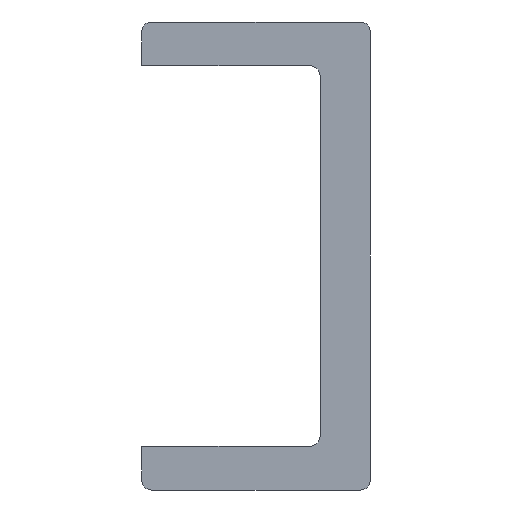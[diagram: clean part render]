
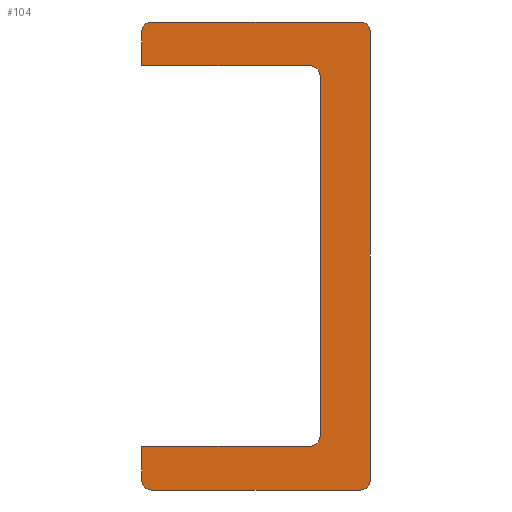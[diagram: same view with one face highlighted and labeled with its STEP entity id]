
A CAD part, front view. The second image highlights one B-rep face of the part: STEP entity #104.
In plain terms, the highlighted planar face has unit normal (0, -1, 0).
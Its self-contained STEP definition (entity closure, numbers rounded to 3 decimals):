
#104 = ADVANCED_FACE( '', ( #261 ), #262, .F. );
#261 = FACE_OUTER_BOUND( '', #456, .T. );
#262 = PLANE( '', #457 );
#456 = EDGE_LOOP( '', ( #697, #698, #699, #700, #701, #702, #703, #704, #705, #706, #707, #708, #709, #710 ) );
#457 = AXIS2_PLACEMENT_3D( '', #711, #712, #713 );
#697 = ORIENTED_EDGE( '', *, *, #973, .F. );
#698 = ORIENTED_EDGE( '', *, *, #985, .T. );
#699 = ORIENTED_EDGE( '', *, *, #959, .F. );
#700 = ORIENTED_EDGE( '', *, *, #986, .T. );
#701 = ORIENTED_EDGE( '', *, *, #987, .F. );
#702 = ORIENTED_EDGE( '', *, *, #946, .F. );
#703 = ORIENTED_EDGE( '', *, *, #988, .F. );
#704 = ORIENTED_EDGE( '', *, *, #930, .F. );
#705 = ORIENTED_EDGE( '', *, *, #989, .F. );
#706 = ORIENTED_EDGE( '', *, *, #990, .F. );
#707 = ORIENTED_EDGE( '', *, *, #991, .F. );
#708 = ORIENTED_EDGE( '', *, *, #939, .T. );
#709 = ORIENTED_EDGE( '', *, *, #992, .F. );
#710 = ORIENTED_EDGE( '', *, *, #982, .T. );
#711 = CARTESIAN_POINT( '', ( -10.5, 0., 21.5 ) );
#712 = DIRECTION( '', ( 0., 1., 0. ) );
#713 = DIRECTION( '', ( 0., 0., 1. ) );
#930 = EDGE_CURVE( '', #1074, #1075, #1076, .T. );
#939 = EDGE_CURVE( '', #1091, #1089, #1092, .F. );
#946 = EDGE_CURVE( '', #1101, #1102, #1103, .T. );
#959 = EDGE_CURVE( '', #1123, #1124, #1125, .T. );
#973 = EDGE_CURVE( '', #1149, #1151, #1152, .T. );
#982 = EDGE_CURVE( '', #1165, #1151, #1166, .F. );
#985 = EDGE_CURVE( '', #1149, #1124, #1169, .F. );
#986 = EDGE_CURVE( '', #1123, #1170, #1171, .F. );
#987 = EDGE_CURVE( '', #1102, #1170, #1172, .T. );
#988 = EDGE_CURVE( '', #1075, #1101, #1173, .T. );
#989 = EDGE_CURVE( '', #1174, #1074, #1175, .T. );
#990 = EDGE_CURVE( '', #1176, #1174, #1177, .T. );
#991 = EDGE_CURVE( '', #1091, #1176, #1178, .T. );
#992 = EDGE_CURVE( '', #1165, #1089, #1179, .T. );
#1074 = VERTEX_POINT( '', #1270 );
#1075 = VERTEX_POINT( '', #1271 );
#1076 = LINE( '', #1272, #1273 );
#1089 = VERTEX_POINT( '', #1289 );
#1091 = VERTEX_POINT( '', #1292 );
#1092 = CIRCLE( '', #1293, 0.9 );
#1101 = VERTEX_POINT( '', #1303 );
#1102 = VERTEX_POINT( '', #1304 );
#1103 = LINE( '', #1305, #1306 );
#1123 = VERTEX_POINT( '', #1329 );
#1124 = VERTEX_POINT( '', #1330 );
#1125 = LINE( '', #1331, #1332 );
#1149 = VERTEX_POINT( '', #1360 );
#1151 = VERTEX_POINT( '', #1363 );
#1152 = LINE( '', #1364, #1365 );
#1165 = VERTEX_POINT( '', #1379 );
#1166 = CIRCLE( '', #1380, 0.9 );
#1169 = CIRCLE( '', #1384, 0.9 );
#1170 = VERTEX_POINT( '', #1385 );
#1171 = CIRCLE( '', #1386, 0.9 );
#1172 = LINE( '', #1387, #1388 );
#1173 = CIRCLE( '', #1389, 1. );
#1174 = VERTEX_POINT( '', #1390 );
#1175 = CIRCLE( '', #1391, 1. );
#1176 = VERTEX_POINT( '', #1392 );
#1177 = LINE( '', #1393, #1394 );
#1178 = LINE( '', #1395, #1396 );
#1179 = LINE( '', #1397, #1398 );
#1270 = CARTESIAN_POINT( '', ( 5.9, 0., -16.5 ) );
#1271 = CARTESIAN_POINT( '', ( 5.9, 0., 16.5 ) );
#1272 = CARTESIAN_POINT( '', ( 5.9, 0., 16.5 ) );
#1273 = VECTOR( '', #1508, 1000. );
#1289 = CARTESIAN_POINT( '', ( -9.6, 0., -21.5 ) );
#1292 = CARTESIAN_POINT( '', ( -10.5, 0., -20.6 ) );
#1293 = AXIS2_PLACEMENT_3D( '', #1519, #1520, #1521 );
#1303 = CARTESIAN_POINT( '', ( 4.9, 0., 17.5 ) );
#1304 = CARTESIAN_POINT( '', ( -10.5, 0., 17.5 ) );
#1305 = CARTESIAN_POINT( '', ( 4.9, 0., 17.5 ) );
#1306 = VECTOR( '', #1529, 1000. );
#1329 = CARTESIAN_POINT( '', ( -9.6, 0., 21.5 ) );
#1330 = CARTESIAN_POINT( '', ( 9.6, 0., 21.5 ) );
#1331 = CARTESIAN_POINT( '', ( -10.5, 0., 21.5 ) );
#1332 = VECTOR( '', #1548, 1000. );
#1360 = CARTESIAN_POINT( '', ( 10.5, 0., 20.6 ) );
#1363 = CARTESIAN_POINT( '', ( 10.5, 0., -20.6 ) );
#1364 = CARTESIAN_POINT( '', ( 10.5, 0., 21.5 ) );
#1365 = VECTOR( '', #1575, 1000. );
#1379 = CARTESIAN_POINT( '', ( 9.6, 0., -21.5 ) );
#1380 = AXIS2_PLACEMENT_3D( '', #1589, #1590, #1591 );
#1384 = AXIS2_PLACEMENT_3D( '', #1593, #1594, #1595 );
#1385 = CARTESIAN_POINT( '', ( -10.5, 0., 20.6 ) );
#1386 = AXIS2_PLACEMENT_3D( '', #1596, #1597, #1598 );
#1387 = CARTESIAN_POINT( '', ( -10.5, 0., -21.5 ) );
#1388 = VECTOR( '', #1599, 1000. );
#1389 = AXIS2_PLACEMENT_3D( '', #1600, #1601, #1602 );
#1390 = CARTESIAN_POINT( '', ( 4.9, 0., -17.5 ) );
#1391 = AXIS2_PLACEMENT_3D( '', #1603, #1604, #1605 );
#1392 = CARTESIAN_POINT( '', ( -10.5, 0., -17.5 ) );
#1393 = CARTESIAN_POINT( '', ( 4.9, 0., -17.5 ) );
#1394 = VECTOR( '', #1606, 1000. );
#1395 = CARTESIAN_POINT( '', ( -10.5, 0., -21.5 ) );
#1396 = VECTOR( '', #1607, 1000. );
#1397 = CARTESIAN_POINT( '', ( 10.5, 0., -21.5 ) );
#1398 = VECTOR( '', #1608, 1000. );
#1508 = DIRECTION( '', ( 0., 0., 1. ) );
#1519 = CARTESIAN_POINT( '', ( -9.6, 0., -20.6 ) );
#1520 = DIRECTION( '', ( 0., 1., 0. ) );
#1521 = DIRECTION( '', ( 0., 0., 1. ) );
#1529 = DIRECTION( '', ( -1., 0., 0. ) );
#1548 = DIRECTION( '', ( 1., 0., 0. ) );
#1575 = DIRECTION( '', ( 0., 0., -1. ) );
#1589 = CARTESIAN_POINT( '', ( 9.6, 0., -20.6 ) );
#1590 = DIRECTION( '', ( 0., 1., 0. ) );
#1591 = DIRECTION( '', ( 0., 0., 1. ) );
#1593 = CARTESIAN_POINT( '', ( 9.6, 0., 20.6 ) );
#1594 = DIRECTION( '', ( 0., 1., 0. ) );
#1595 = DIRECTION( '', ( 0., 0., 1. ) );
#1596 = CARTESIAN_POINT( '', ( -9.6, 0., 20.6 ) );
#1597 = DIRECTION( '', ( 0., 1., 0. ) );
#1598 = DIRECTION( '', ( 0., 0., 1. ) );
#1599 = DIRECTION( '', ( 0., 0., 1. ) );
#1600 = CARTESIAN_POINT( '', ( 4.9, 0., 16.5 ) );
#1601 = DIRECTION( '', ( 0., -1., 0. ) );
#1602 = DIRECTION( '', ( -1., 0., 0. ) );
#1603 = CARTESIAN_POINT( '', ( 4.9, 0., -16.5 ) );
#1604 = DIRECTION( '', ( 0., -1., 0. ) );
#1605 = DIRECTION( '', ( -1., 0., 0. ) );
#1606 = DIRECTION( '', ( 1., 0., 0. ) );
#1607 = DIRECTION( '', ( 0., 0., 1. ) );
#1608 = DIRECTION( '', ( -1., 0., 0. ) );
